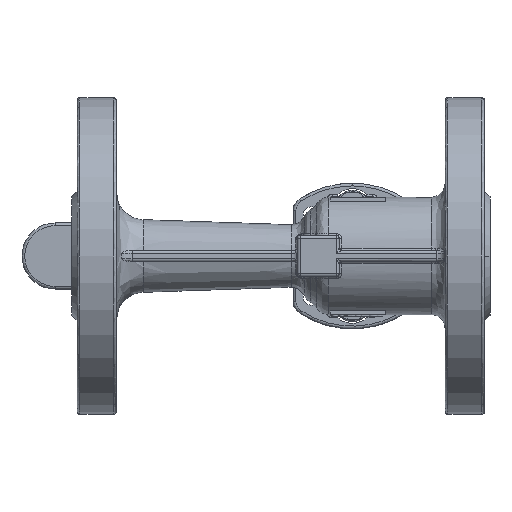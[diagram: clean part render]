
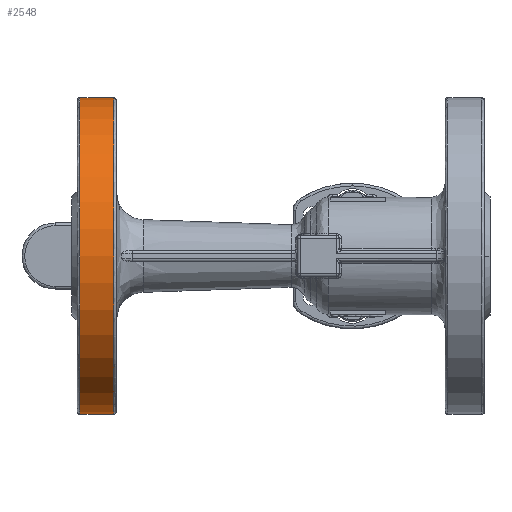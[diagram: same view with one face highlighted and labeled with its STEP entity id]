
A CAD part, front view. The second image highlights one B-rep face of the part: STEP entity #2548.
In plain terms, the highlighted cylindrical face has radius 57.5 mm (diameter 115 mm), a partial arc.
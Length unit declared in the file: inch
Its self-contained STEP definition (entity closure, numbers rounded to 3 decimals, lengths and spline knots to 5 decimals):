
#1258 = FACE_OUTER_BOUND ( 'NONE', #29599, .T. ) ;
#2548 = ADVANCED_FACE ( 'NONE', ( #1258 ), #58653, .F. ) ;
#4560 = CARTESIAN_POINT ( 'NONE',  ( 3.89764, 0., -2.26378 ) ) ;
#4999 = DIRECTION ( 'NONE',  ( -1., 0., 0. ) ) ;
#10461 = EDGE_CURVE ( 'NONE', #25991, #84182, #14168, .T. ) ;
#13431 = CARTESIAN_POINT ( 'NONE',  ( 0., 0., 2.26378 ) ) ;
#14168 = CIRCLE ( 'NONE', #95268, 2.26378 ) ;
#14722 = DIRECTION ( 'NONE',  ( -1., 0., 0. ) ) ;
#20047 = CARTESIAN_POINT ( 'NONE',  ( 3.89764, 0., 0. ) ) ;
#21010 = EDGE_CURVE ( 'NONE', #32781, #84182, #21744, .T. ) ;
#21744 = LINE ( 'NONE', #13431, #76863 ) ;
#22761 = DIRECTION ( 'NONE',  ( -1., 0., 0. ) ) ;
#25991 = VERTEX_POINT ( 'NONE', #41714 ) ;
#28750 = CARTESIAN_POINT ( 'NONE',  ( 0., 0., -2.26378 ) ) ;
#29599 = EDGE_LOOP ( 'NONE', ( #34424, #48375, #99038, #96942 ) ) ;
#29691 = DIRECTION ( 'NONE',  ( 0., 0., -1. ) ) ;
#30133 = CIRCLE ( 'NONE', #50048, 2.26378 ) ;
#32781 = VERTEX_POINT ( 'NONE', #99815 ) ;
#34424 = ORIENTED_EDGE ( 'NONE', *, *, #38741, .F. ) ;
#38741 = EDGE_CURVE ( 'NONE', #49335, #32781, #30133, .T. ) ;
#41714 = CARTESIAN_POINT ( 'NONE',  ( 3.41339, 0., -2.26378 ) ) ;
#47130 = CARTESIAN_POINT ( 'NONE',  ( 3.41339, 0., 2.26378 ) ) ;
#48375 = ORIENTED_EDGE ( 'NONE', *, *, #78638, .T. ) ;
#49335 = VERTEX_POINT ( 'NONE', #4560 ) ;
#50048 = AXIS2_PLACEMENT_3D ( 'NONE', #20047, #4999, #97800 ) ;
#58653 = CYLINDRICAL_SURFACE ( 'NONE', #101089, 2.26378 ) ;
#59678 = DIRECTION ( 'NONE',  ( 0., 0., 1. ) ) ;
#60807 = CARTESIAN_POINT ( 'NONE',  ( 3.41339, 0., 0. ) ) ;
#67442 = DIRECTION ( 'NONE',  ( -1., 0., 0. ) ) ;
#76863 = VECTOR ( 'NONE', #22761, 39.37008 ) ;
#78638 = EDGE_CURVE ( 'NONE', #49335, #25991, #85215, .T. ) ;
#83093 = DIRECTION ( 'NONE',  ( -1., 0., 0. ) ) ;
#84182 = VERTEX_POINT ( 'NONE', #47130 ) ;
#85215 = LINE ( 'NONE', #28750, #91791 ) ;
#90239 = CARTESIAN_POINT ( 'NONE',  ( 0., 0., 0. ) ) ;
#91791 = VECTOR ( 'NONE', #14722, 39.37008 ) ;
#95268 = AXIS2_PLACEMENT_3D ( 'NONE', #60807, #83093, #29691 ) ;
#96942 = ORIENTED_EDGE ( 'NONE', *, *, #21010, .F. ) ;
#97800 = DIRECTION ( 'NONE',  ( 0., 0., 1. ) ) ;
#99038 = ORIENTED_EDGE ( 'NONE', *, *, #10461, .T. ) ;
#99815 = CARTESIAN_POINT ( 'NONE',  ( 3.89764, 0., 2.26378 ) ) ;
#101089 = AXIS2_PLACEMENT_3D ( 'NONE', #90239, #67442, #59678 ) ;
